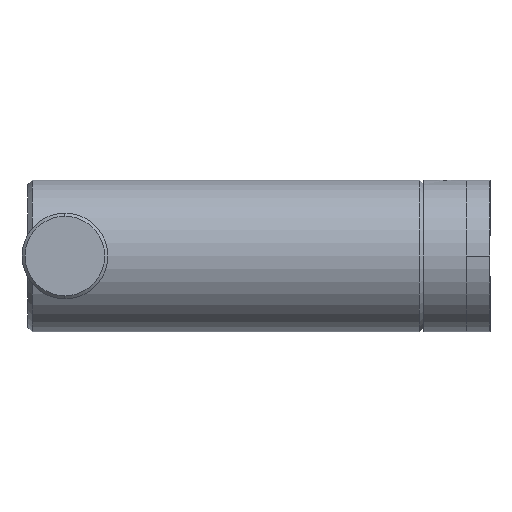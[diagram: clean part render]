
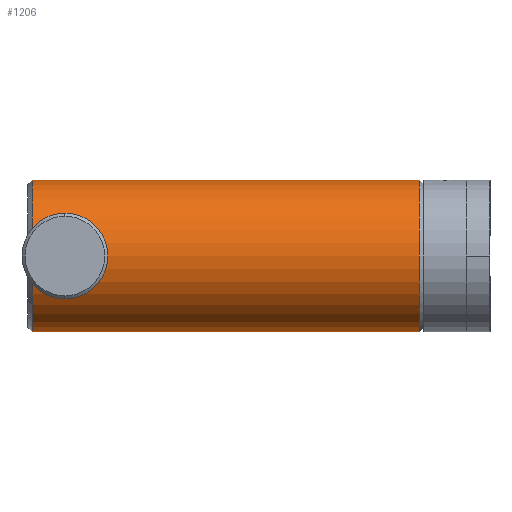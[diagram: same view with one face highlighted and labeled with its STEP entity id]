
A CAD part, left-side view. The second image highlights one B-rep face of the part: STEP entity #1206.
In plain terms, the highlighted cylindrical face has radius 12.497 mm (diameter 24.994 mm), a partial arc.
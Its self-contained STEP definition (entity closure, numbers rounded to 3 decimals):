
#52 = EDGE_LOOP ( 'NONE', ( #1976, #112, #462, #1527 ) ) ;
#55 = AXIS2_PLACEMENT_3D ( 'NONE', #1140, #3129, #2279 ) ;
#112 = ORIENTED_EDGE ( 'NONE', *, *, #1424, .T. ) ;
#300 = EDGE_CURVE ( 'NONE', #2987, #2214, #3087, .T. ) ;
#360 = DIRECTION ( 'NONE',  ( 0., -1., 0. ) ) ;
#462 = ORIENTED_EDGE ( 'NONE', *, *, #2813, .T. ) ;
#474 = AXIS2_PLACEMENT_3D ( 'NONE', #537, #2549, #2584 ) ;
#478 = DIRECTION ( 'NONE',  ( 0., -1., 0. ) ) ;
#485 = LINE ( 'NONE', #3730, #1172 ) ;
#533 = VECTOR ( 'NONE', #478, 1000. ) ;
#537 = CARTESIAN_POINT ( 'NONE',  ( 4.123, 6.398, 0. ) ) ;
#648 = VERTEX_POINT ( 'NONE', #1524 ) ;
#726 = CYLINDRICAL_SURFACE ( 'NONE', #55, 12.497 ) ;
#1049 = CIRCLE ( 'NONE', #3420, 12.497 ) ;
#1140 = CARTESIAN_POINT ( 'NONE',  ( 4.123, 70.827, 0. ) ) ;
#1172 = VECTOR ( 'NONE', #2246, 1000. ) ;
#1206 = ADVANCED_FACE ( 'NONE', ( #2091 ), #726, .T. ) ;
#1266 = CARTESIAN_POINT ( 'NONE',  ( 4.123, 70.127, 0. ) ) ;
#1424 = EDGE_CURVE ( 'NONE', #648, #2806, #1049, .T. ) ;
#1524 = CARTESIAN_POINT ( 'NONE',  ( 4.123, 70.127, 12.497 ) ) ;
#1527 = ORIENTED_EDGE ( 'NONE', *, *, #300, .T. ) ;
#1967 = CARTESIAN_POINT ( 'NONE',  ( 4.123, 6.398, 12.497 ) ) ;
#1976 = ORIENTED_EDGE ( 'NONE', *, *, #3353, .F. ) ;
#1997 = LINE ( 'NONE', #2532, #533 ) ;
#2091 = FACE_OUTER_BOUND ( 'NONE', #52, .T. ) ;
#2209 = CARTESIAN_POINT ( 'NONE',  ( 4.123, 70.127, -12.497 ) ) ;
#2214 = VERTEX_POINT ( 'NONE', #1967 ) ;
#2246 = DIRECTION ( 'NONE',  ( 0., -1., 0. ) ) ;
#2279 = DIRECTION ( 'NONE',  ( 0., 0., -1. ) ) ;
#2532 = CARTESIAN_POINT ( 'NONE',  ( 4.123, 70.827, -12.497 ) ) ;
#2549 = DIRECTION ( 'NONE',  ( 0., 1., 0. ) ) ;
#2584 = DIRECTION ( 'NONE',  ( 0., 0., 1. ) ) ;
#2626 = CARTESIAN_POINT ( 'NONE',  ( 4.123, 6.398, -12.497 ) ) ;
#2806 = VERTEX_POINT ( 'NONE', #2209 ) ;
#2813 = EDGE_CURVE ( 'NONE', #2806, #2987, #1997, .T. ) ;
#2987 = VERTEX_POINT ( 'NONE', #2626 ) ;
#3020 = DIRECTION ( 'NONE',  ( 0., 0., 1. ) ) ;
#3087 = CIRCLE ( 'NONE', #474, 12.497 ) ;
#3129 = DIRECTION ( 'NONE',  ( 0., -1., 0. ) ) ;
#3353 = EDGE_CURVE ( 'NONE', #648, #2214, #485, .T. ) ;
#3420 = AXIS2_PLACEMENT_3D ( 'NONE', #1266, #360, #3020 ) ;
#3730 = CARTESIAN_POINT ( 'NONE',  ( 4.123, 70.827, 12.497 ) ) ;
